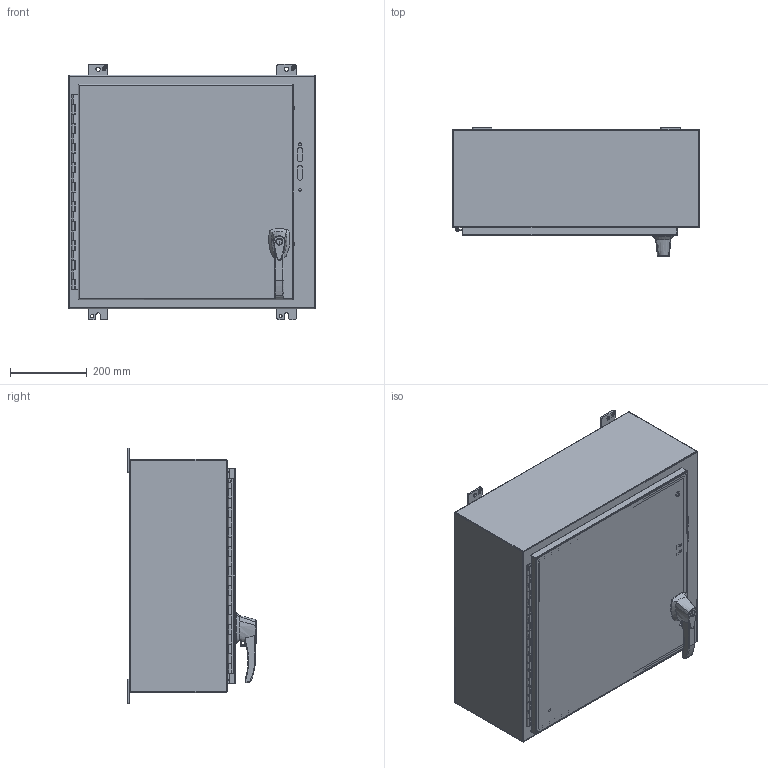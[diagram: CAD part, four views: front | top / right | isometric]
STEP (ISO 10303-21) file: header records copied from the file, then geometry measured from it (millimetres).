
FILE_DESCRIPTION (( 'STEP AP214' ), '1' );
FILE_NAME ('1447SC10HK.STEP', '2019-11-11T19:56:48', ( '' ), ( '' ), 'SwSTEP 2.0', 'SolidWorks 2019', '' );
FILE_SCHEMA (( 'AUTOMOTIVE_DESIGN' ));
Length unit declared in the file: millimetre
Products named in the file (1): 1447SC10HK
Bounding box: 644.53 x 334.7 x 666.74 mm (x, y, z)
Volume: 4005753.8 mm3; surface area: 3960559.9 mm2
Topology: 49 solids, 50 shells, 1157 faces, 2869 edges, 1843 vertices
Faces by surface type: plane 711, cylinder 331, bspline 56, cone 27, torus 16, sphere 16
Full cylindrical faces by diameter (mm): 3.967 x2, 4.394 x2, 4.47 x4, 4.572 x2, 4.763 x1, 4.775 x2, 4.976 x1, 5.461 x2, 5.893 x1, 5.918 x1, 6.35 x11, 6.502 x1, 6.731 x2, 7.137 x4, 7.805 x2, 7.937 x4, 7.938 x2, 8.001 x1, 8.128 x1, 8.255 x1, 8.382 x4, 8.484 x1, 8.89 x1, 9.525 x9, 10.008 x1, 10.211 x2, 10.49 x2, 11.049 x1, 11.112 x2, 11.113 x2
Entity records: 71871 total; most frequent: CARTESIAN_POINT 33358, ORIENTED_EDGE 5390, DIRECTION 5249, EDGE_CURVE 2695, VERTEX_POINT 1824, VECTOR 1777, LINE 1777, AXIS2_PLACEMENT_3D 1736
